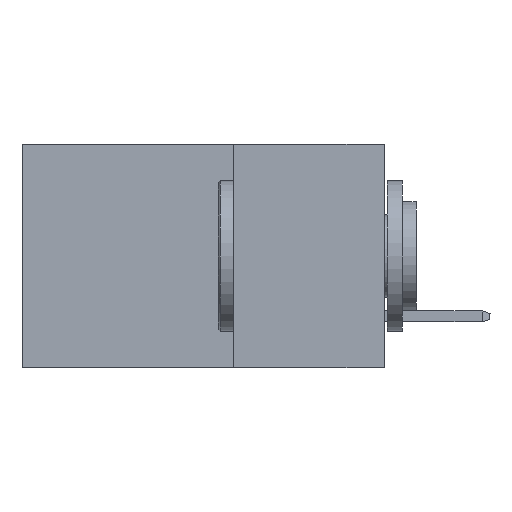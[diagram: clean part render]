
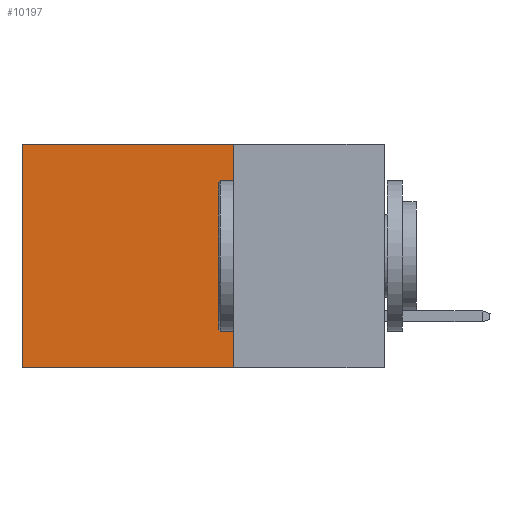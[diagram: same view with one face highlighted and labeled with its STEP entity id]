
A CAD part, left-side view. The second image highlights one B-rep face of the part: STEP entity #10197.
In plain terms, the highlighted planar face has unit normal (-1, 0, 0).
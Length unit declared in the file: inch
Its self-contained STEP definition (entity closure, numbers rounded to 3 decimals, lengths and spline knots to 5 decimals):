
#500 = DIRECTION ( 'NONE',  ( 0., 1., 0. ) ) ;
#676 = FACE_OUTER_BOUND ( 'NONE', #5257, .T. ) ;
#812 = VECTOR ( 'NONE', #9156, 39.37008 ) ;
#3524 = DIRECTION ( 'NONE',  ( 0., 0., -1. ) ) ;
#3920 = EDGE_CURVE ( 'NONE', #7351, #5699, #14077, .T. ) ;
#3934 = EDGE_CURVE ( 'NONE', #9946, #7351, #11863, .T. ) ;
#4274 = DIRECTION ( 'NONE',  ( 0., 0., -1. ) ) ;
#4448 = AXIS2_PLACEMENT_3D ( 'NONE', #10747, #14894, #3524 ) ;
#5015 = VECTOR ( 'NONE', #4274, 39.37008 ) ;
#5257 = EDGE_LOOP ( 'NONE', ( #9067, #5269, #5885, #10801 ) ) ;
#5269 = ORIENTED_EDGE ( 'NONE', *, *, #3920, .F. ) ;
#5332 = VERTEX_POINT ( 'NONE', #15920 ) ;
#5439 = LINE ( 'NONE', #15097, #9253 ) ;
#5699 = VERTEX_POINT ( 'NONE', #9880 ) ;
#5885 = ORIENTED_EDGE ( 'NONE', *, *, #3934, .F. ) ;
#6843 = CARTESIAN_POINT ( 'NONE',  ( 0.2615, 0.25, -0.37 ) ) ;
#7351 = VERTEX_POINT ( 'NONE', #11160 ) ;
#7927 = DIRECTION ( 'NONE',  ( 0., 0., -1. ) ) ;
#8762 = EDGE_CURVE ( 'NONE', #5332, #5699, #13165, .T. ) ;
#8804 = VECTOR ( 'NONE', #7927, 39.37008 ) ;
#9067 = ORIENTED_EDGE ( 'NONE', *, *, #8762, .T. ) ;
#9156 = DIRECTION ( 'NONE',  ( 0., 1., 0. ) ) ;
#9253 = VECTOR ( 'NONE', #500, 39.37008 ) ;
#9880 = CARTESIAN_POINT ( 'NONE',  ( 0.2615, 0.6, -0.37 ) ) ;
#9946 = VERTEX_POINT ( 'NONE', #11316 ) ;
#10197 = ADVANCED_FACE ( 'NONE', ( #676 ), #13736, .F. ) ;
#10747 = CARTESIAN_POINT ( 'NONE',  ( 0.2615, 0.25, -0.37 ) ) ;
#10801 = ORIENTED_EDGE ( 'NONE', *, *, #13290, .T. ) ;
#11160 = CARTESIAN_POINT ( 'NONE',  ( 0.2615, 0.25, -0.37 ) ) ;
#11316 = CARTESIAN_POINT ( 'NONE',  ( 0.2615, 0.25, 0. ) ) ;
#11863 = LINE ( 'NONE', #13171, #5015 ) ;
#11940 = CARTESIAN_POINT ( 'NONE',  ( 0.2615, 0.6, -0.37 ) ) ;
#13165 = LINE ( 'NONE', #11940, #8804 ) ;
#13171 = CARTESIAN_POINT ( 'NONE',  ( 0.2615, 0.25, -0.37 ) ) ;
#13290 = EDGE_CURVE ( 'NONE', #9946, #5332, #5439, .T. ) ;
#13736 = PLANE ( 'NONE',  #4448 ) ;
#14077 = LINE ( 'NONE', #6843, #812 ) ;
#14894 = DIRECTION ( 'NONE',  ( 1., 0., 0. ) ) ;
#15097 = CARTESIAN_POINT ( 'NONE',  ( 0.2615, 0.25, 0. ) ) ;
#15920 = CARTESIAN_POINT ( 'NONE',  ( 0.2615, 0.6, 0. ) ) ;
